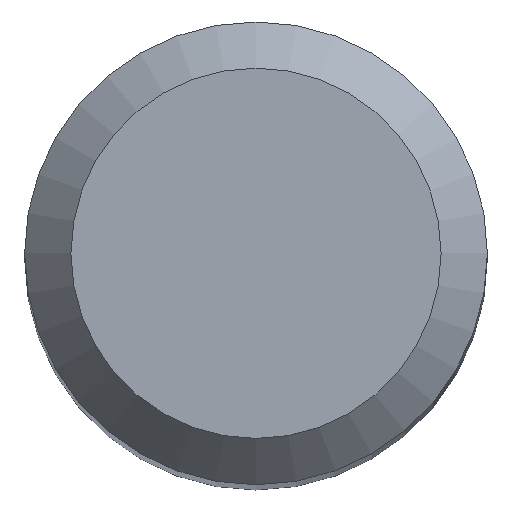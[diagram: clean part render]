
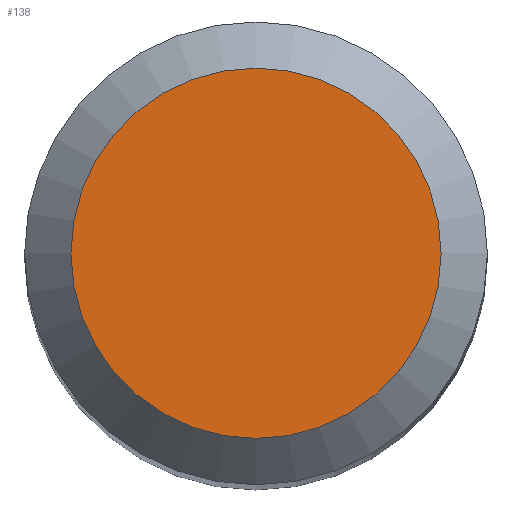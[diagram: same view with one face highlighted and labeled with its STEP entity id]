
A CAD part, top view. The second image highlights one B-rep face of the part: STEP entity #138.
In plain terms, the highlighted planar face has unit normal (0, 0, 1).
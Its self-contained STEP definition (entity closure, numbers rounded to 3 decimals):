
#2 = DIRECTION ( 'NONE',  ( 0., 1., 0. ) ) ;
#3 = VERTEX_POINT ( 'NONE', #102 ) ;
#9 = CARTESIAN_POINT ( 'NONE',  ( 0., 0., 55. ) ) ;
#91 = ORIENTED_EDGE ( 'NONE', *, *, #293, .T. ) ;
#102 = CARTESIAN_POINT ( 'NONE',  ( 0., -2.4, 55. ) ) ;
#110 = DIRECTION ( 'NONE',  ( 0., 0., 1. ) ) ;
#121 = EDGE_LOOP ( 'NONE', ( #91 ) ) ;
#138 = ADVANCED_FACE ( 'NONE', ( #289 ), #142, .F. ) ;
#142 = PLANE ( 'NONE',  #200 ) ;
#167 = AXIS2_PLACEMENT_3D ( 'NONE', #9, #110, #207 ) ;
#195 = CARTESIAN_POINT ( 'NONE',  ( 0., 0., 55. ) ) ;
#200 = AXIS2_PLACEMENT_3D ( 'NONE', #195, #235, #2 ) ;
#207 = DIRECTION ( 'NONE',  ( 0., -1., 0. ) ) ;
#235 = DIRECTION ( 'NONE',  ( 0., 0., -1. ) ) ;
#289 = FACE_OUTER_BOUND ( 'NONE', #121, .T. ) ;
#293 = EDGE_CURVE ( 'NONE', #3, #3, #297, .T. ) ;
#297 = CIRCLE ( 'NONE', #167, 2.4 ) ;
